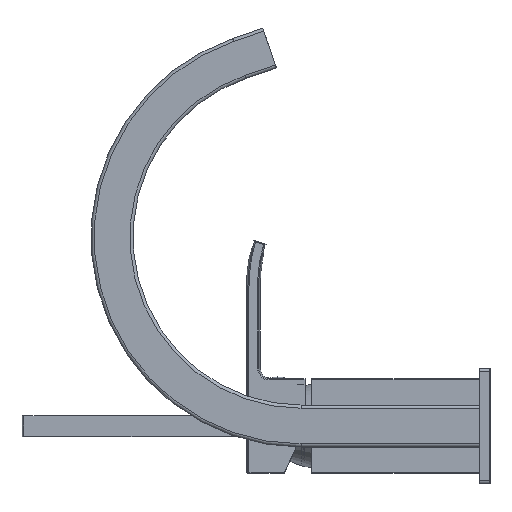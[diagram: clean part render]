
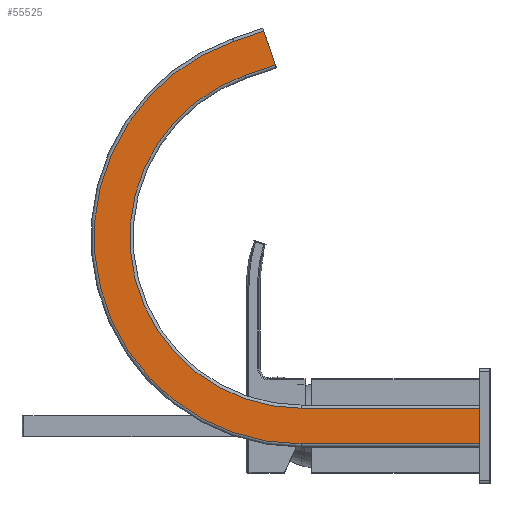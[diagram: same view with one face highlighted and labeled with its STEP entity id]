
A CAD part, left-side view. The second image highlights one B-rep face of the part: STEP entity #55525.
In plain terms, the highlighted planar face has unit normal (-1, 0, 0).
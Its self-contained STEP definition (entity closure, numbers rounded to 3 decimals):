
#52073=DIRECTION('',(0.,-0.326,-0.946));
#52074=VECTOR('',#52073,17.);
#52075=CARTESIAN_POINT('',(-175.5,107.767,188.037));
#52076=LINE('',#52075,#52074);
#52182=DIRECTION('',(0.,0.,-1.));
#52183=VECTOR('',#52182,17.);
#52184=CARTESIAN_POINT('',(-175.5,5.,8.5));
#52185=LINE('',#52184,#52183);
#53148=DIRECTION('',(0.,-1.,0.));
#53149=VECTOR('',#53148,85.012);
#53150=CARTESIAN_POINT('',(-175.5,90.012,-8.5));
#53151=LINE('',#53150,#53149);
#53152=CARTESIAN_POINT('',(-175.5,90.012,89.988));
#53153=DIRECTION('',(-1.,0.,0.));
#53154=DIRECTION('',(0.,0.326,0.946));
#53155=AXIS2_PLACEMENT_3D('',#53152,#53153,#53154);
#53157=DIRECTION('',(0.,0.946,-0.326));
#53158=VECTOR('',#53157,15.134);
#53159=CARTESIAN_POINT('',(-175.5,107.767,188.037));
#53160=LINE('',#53159,#53158);
#53161=DIRECTION('',(0.,0.946,-0.326));
#53162=VECTOR('',#53161,15.134);
#53163=CARTESIAN_POINT('',(-175.5,102.233,171.963));
#53164=LINE('',#53163,#53162);
#53165=CARTESIAN_POINT('',(-175.5,90.012,89.988));
#53166=DIRECTION('',(-1.,0.,0.));
#53167=DIRECTION('',(0.,0.326,0.946));
#53168=AXIS2_PLACEMENT_3D('',#53165,#53166,#53167);
#53170=DIRECTION('',(0.,-1.,0.));
#53171=VECTOR('',#53170,85.012);
#53172=CARTESIAN_POINT('',(-175.5,90.012,8.5));
#53173=LINE('',#53172,#53171);
#53389=CARTESIAN_POINT('',(-175.5,116.542,167.036));
#53390=CARTESIAN_POINT('',(-175.5,90.012,8.5));
#53391=VERTEX_POINT('',#53389);
#53392=VERTEX_POINT('',#53390);
#53393=CARTESIAN_POINT('',(-175.5,102.233,171.963));
#53395=VERTEX_POINT('',#53393);
#53397=CARTESIAN_POINT('',(-175.5,122.077,183.11));
#53398=CARTESIAN_POINT('',(-175.5,90.012,-8.5));
#53399=VERTEX_POINT('',#53397);
#53400=VERTEX_POINT('',#53398);
#53406=CARTESIAN_POINT('',(-175.5,107.767,188.037));
#53408=VERTEX_POINT('',#53406);
#53489=CARTESIAN_POINT('',(-175.5,5.,8.5));
#53490=CARTESIAN_POINT('',(-175.5,5.,-8.5));
#53491=VERTEX_POINT('',#53489);
#53492=VERTEX_POINT('',#53490);
#55506=CARTESIAN_POINT('',(-175.5,5.,-10.));
#55507=DIRECTION('',(-1.,0.,0.));
#55508=DIRECTION('',(0.,0.,1.));
#55509=AXIS2_PLACEMENT_3D('',#55506,#55507,#55508);
#55510=PLANE('',#55509);
#55511=ORIENTED_EDGE('',*,*,#53696,.T.);
#55513=ORIENTED_EDGE('',*,*,#55512,.F.);
#55514=ORIENTED_EDGE('',*,*,#55490,.F.);
#55515=ORIENTED_EDGE('',*,*,#53554,.F.);
#55516=ORIENTED_EDGE('',*,*,#53581,.T.);
#55518=ORIENTED_EDGE('',*,*,#55517,.T.);
#55520=ORIENTED_EDGE('',*,*,#55519,.T.);
#55522=ORIENTED_EDGE('',*,*,#55521,.T.);
#55523=EDGE_LOOP('',(#55511,#55513,#55514,#55515,#55516,#55518,#55520,#55522));
#55524=FACE_OUTER_BOUND('',#55523,.F.);
#55525=ADVANCED_FACE('',(#55524),#55510,.T.);
#53156=CIRCLE('',#53155,98.488);
#53169=CIRCLE('',#53168,81.488);
#53554=EDGE_CURVE('',#53408,#53399,#53160,.T.);
#53581=EDGE_CURVE('',#53408,#53395,#52076,.T.);
#53696=EDGE_CURVE('',#53491,#53492,#52185,.T.);
#55490=EDGE_CURVE('',#53399,#53400,#53156,.T.);
#55512=EDGE_CURVE('',#53400,#53492,#53151,.T.);
#55517=EDGE_CURVE('',#53395,#53391,#53164,.T.);
#55519=EDGE_CURVE('',#53391,#53392,#53169,.T.);
#55521=EDGE_CURVE('',#53392,#53491,#53173,.T.);
